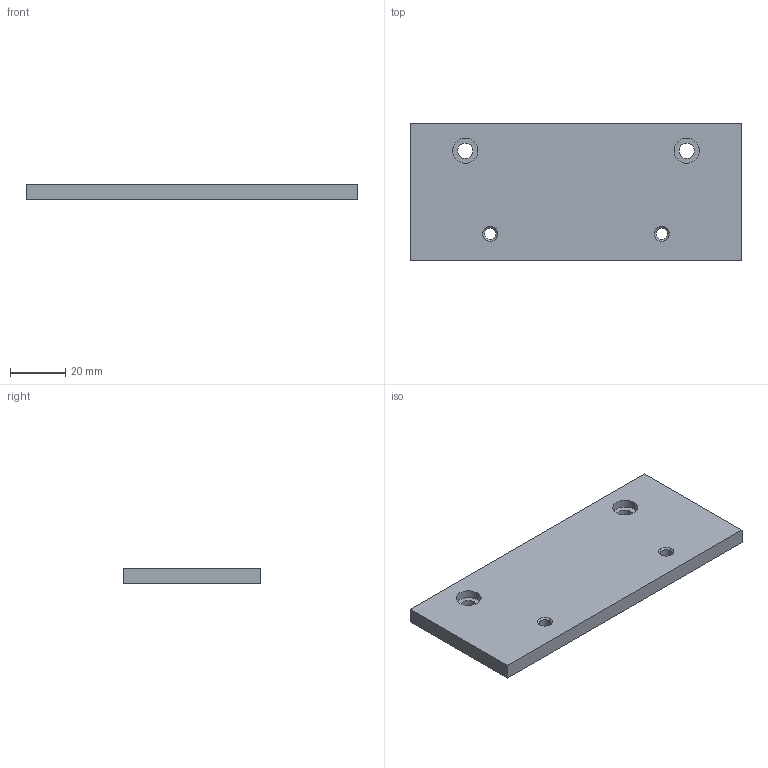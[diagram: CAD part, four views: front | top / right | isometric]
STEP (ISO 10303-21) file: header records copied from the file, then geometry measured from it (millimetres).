
FILE_DESCRIPTION (( 'STEP AP214' ), '1' );
FILE_NAME ('91220000_STEP.STEP', '2017-01-13T15:31:28', ( '' ), ( '' ), 'SwSTEP 2.0', 'SolidWorks 2016', '' );
FILE_SCHEMA (( 'AUTOMOTIVE_DESIGN' ));
Length unit declared in the file: inch
Products named in the file (1): 91220000_STEP
Bounding box: 119.89 x 49.78 x 5.59 mm (x, y, z)
Volume: 32665.3 mm3; surface area: 14073.9 mm2
Topology: 1 solids, 1 shells, 28 faces, 64 edges, 40 vertices
Faces by surface type: cylinder 12, plane 8, bspline 8
Entity records: 876 total; most frequent: CARTESIAN_POINT 189, DIRECTION 138, ORIENTED_EDGE 128, EDGE_CURVE 64, AXIS2_PLACEMENT_3D 53, VERTEX_POINT 40, EDGE_LOOP 38, CIRCLE 32
